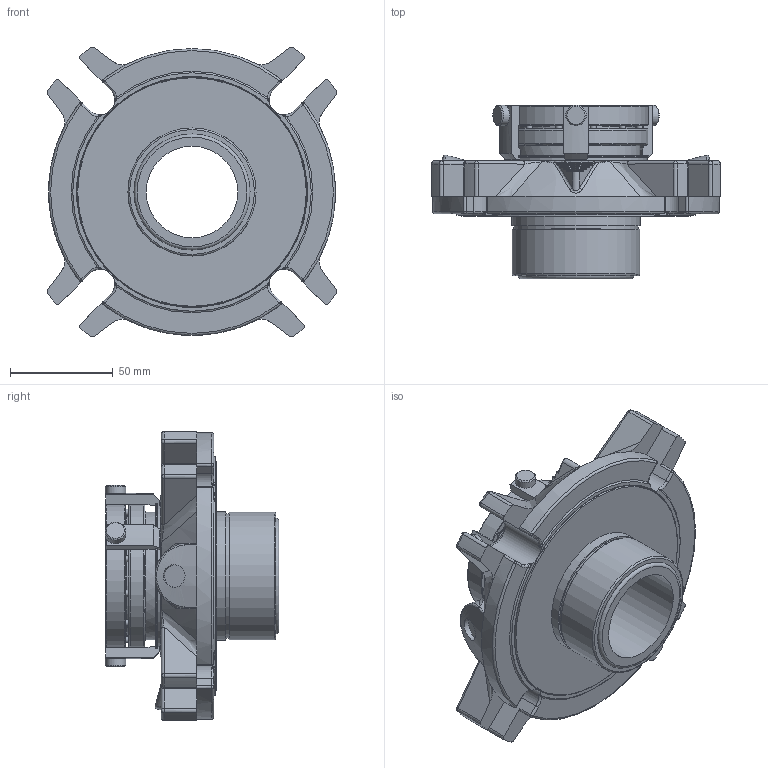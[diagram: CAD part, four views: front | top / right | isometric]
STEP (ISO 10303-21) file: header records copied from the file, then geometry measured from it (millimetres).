
FILE_DESCRIPTION(/* description */ ('Unknown'),/* implementation_level */ '2;1');
FILE_NAME(/* name */ '1.750 CDPN A+',/* time_stamp */ '2023-04-17T16:33:35-04:00',/* author */ ('Unknown'),/* organization */ ('Unknown'),/* preprocessor_version */ 'ST-DEVELOPER v18.102',/* originating_system */ 'Solid Edge',/* authorisation */ 'Unknown');
FILE_SCHEMA (('MODEL_BASED_INTEGRATED_MANUFACTURING_SCHEMA','AUTOMOTIVE_DESIGN {1 0 10303 214 3 1 1}'));
Length unit declared in the file: millimetre
Products named in the file (1): 2034453-1.750 CDPN A+
Bounding box: 140.88 x 84.43 x 140.88 mm (x, y, z)
Volume: 446116.3 mm3; surface area: 76801.2 mm2
Topology: 1 solids, 1 shells, 654 faces, 1684 edges, 1009 vertices
Faces by surface type: cylinder 229, plane 156, bspline 107, torus 92, sphere 39, cone 31
Full cylindrical faces by diameter (mm): 2.87 x10, 3.096 x1, 3.175 x2, 10 x4, 10.998 x3, 44.45 x1, 56.388 x1, 57.861 x1, 60.427 x1, 62.179 x2, 62.23 x1, 69.342 x1, 70.104 x1, 70.866 x1, 111.125 x1, 111.76 x1
Entity records: 20546 total; most frequent: CARTESIAN_POINT 5968, ORIENTED_EDGE 3054, DIRECTION 2994, EDGE_CURVE 1527, AXIS2_PLACEMENT_3D 1250, VERTEX_POINT 957, EDGE_LOOP 770, FACE_BOUND 770
